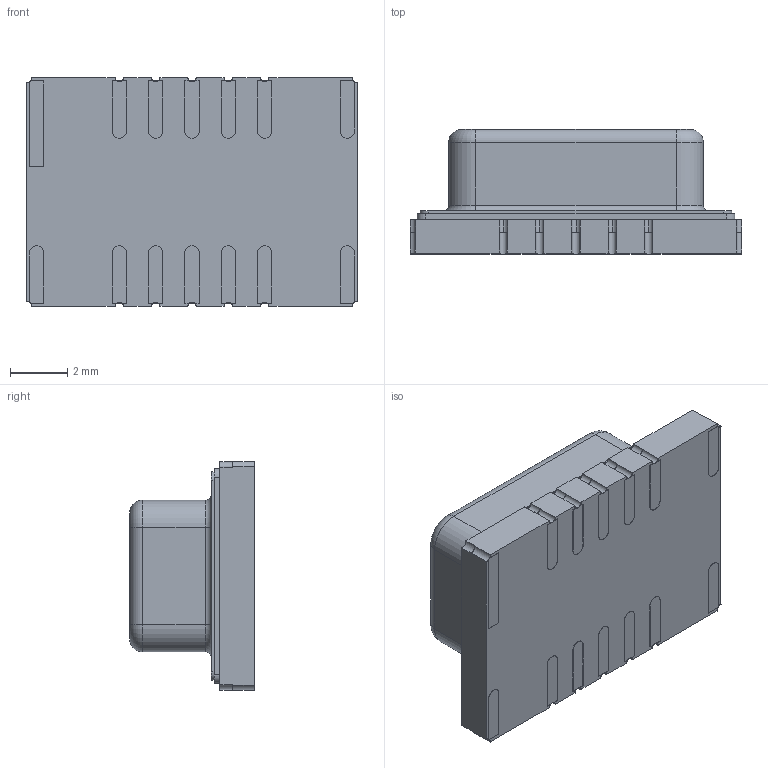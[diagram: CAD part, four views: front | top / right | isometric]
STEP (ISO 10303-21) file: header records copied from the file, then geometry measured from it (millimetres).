
FILE_DESCRIPTION (( 'STEP AP203' ), '1' );
FILE_NAME ('110117内部構造図(0.1mm)(中国向け）.STEP', '2012-01-31T04:32:18', ( ' ' ), ( '' ), 'SwSTEP 2.0', 'SolidWorks 2010', '' );
FILE_SCHEMA (( 'CONFIG_CONTROL_DESIGN' ));
Length unit declared in the file: millimetre
Products named in the file (4): レンズ(中国向け）_Default; 110117内部構造図(0.1mm)(中国向け）; ES3試作セラミックベース(最終）中国向け_Default; ES3試作ケース(最終0.1mm)_Default
Assembly tree (3 placements, depth 2):
  110117内部構造図(0.1mm)(中国向け）
    ES3試作セラミックベース(最終）中国向け_Default
    レンズ(中国向け）_Default
    ES3試作ケース(最終0.1mm)_Default
Bounding box: 11.6 x 4.36 x 8 mm (x, y, z)
Volume: 140.4 mm3; surface area: 566.9 mm2
Topology: 3 solids, 3 shells, 321 faces, 875 edges, 566 vertices
Faces by surface type: plane 167, cylinder 134, torus 20
Entity records: 10575 total; most frequent: DIRECTION 1825, CARTESIAN_POINT 1792, ORIENTED_EDGE 1750, EDGE_CURVE 875, AXIS2_PLACEMENT_3D 631, VERTEX_POINT 566, LINE 563, VECTOR 563
